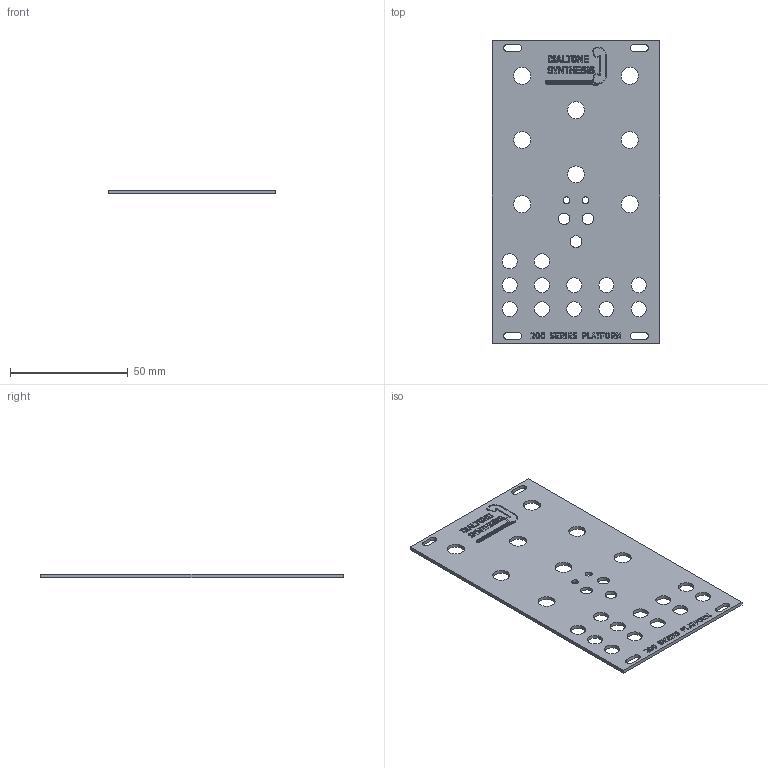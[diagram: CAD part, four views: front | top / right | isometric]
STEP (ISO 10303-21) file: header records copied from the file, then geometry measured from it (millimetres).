
FILE_DESCRIPTION(('KiCad electronic assembly'),'2;1');
FILE_NAME('Faceplate.step','2025-03-18T20:17:13',('Pcbnew'),('Kicad'), 'Open CASCADE STEP processor 7.8','KiCad to STEP converter','Unknown' );
FILE_SCHEMA(('AUTOMOTIVE_DESIGN { 1 0 10303 214 1 1 1 1 }'));
Length unit declared in the file: millimetre
Products named in the file (3): Faceplate 10; 201_Blank_Faceplate_silkscreen; 201_Blank_Faceplate_PCB
Assembly tree (2 placements, depth 2):
  Faceplate 10
    201_Blank_Faceplate_silkscreen
    201_Blank_Faceplate_PCB
Bounding box: 71.12 x 128.52 x 1.58 mm (x, y, z)
Volume: 12483.1 mm3; surface area: 18103.7 mm2
Topology: 1 solids, 39 shells, 85 faces, 2096 edges, 2051 vertices
Faces by surface type: plane 52, cylinder 33
Full cylindrical faces by diameter (mm): 2.921 x2, 4.953 x2, 5.029 x1, 6.401 x12, 7.214 x8
Entity records: 18677 total; most frequent: CARTESIAN_POINT 4235, DIRECTION 2733, ORIENTED_EDGE 2231, EDGE_CURVE 2096, VERTEX_POINT 2051, LINE 1635, VECTOR 1635, AXIS2_PLACEMENT_3D 549
